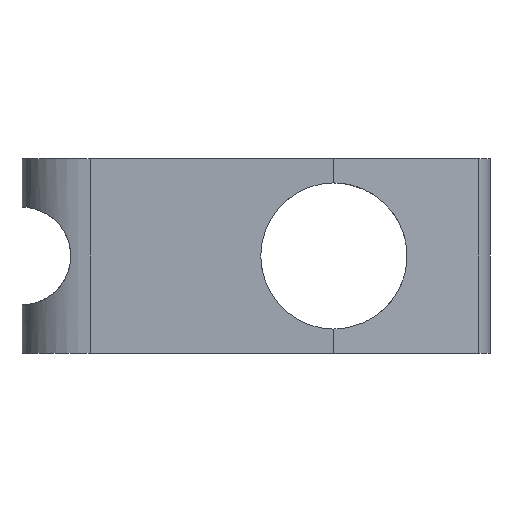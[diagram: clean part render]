
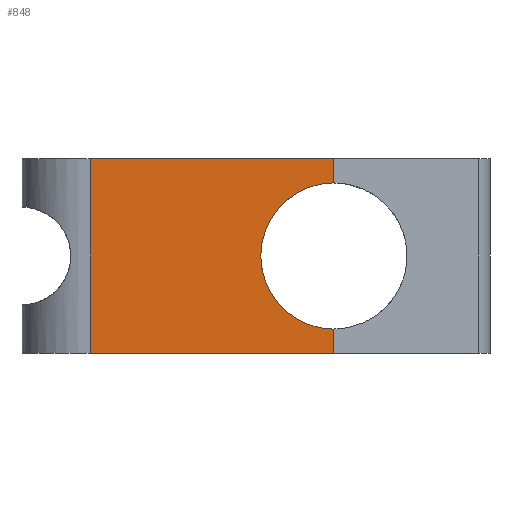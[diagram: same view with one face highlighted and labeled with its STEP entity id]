
A CAD part, front view. The second image highlights one B-rep face of the part: STEP entity #848.
In plain terms, the highlighted planar face has unit normal (0, -1, 0).
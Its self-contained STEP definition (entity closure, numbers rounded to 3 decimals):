
#21 = PLANE ( 'NONE',  #212 ) ;
#50 = VECTOR ( 'NONE', #304, 1000. ) ;
#100 = CARTESIAN_POINT ( 'NONE',  ( 0., -34., -40. ) ) ;
#101 = EDGE_LOOP ( 'NONE', ( #962, #146, #662, #402, #879, #753 ) ) ;
#111 = VERTEX_POINT ( 'NONE', #358 ) ;
#146 = ORIENTED_EDGE ( 'NONE', *, *, #291, .T. ) ;
#147 = DIRECTION ( 'NONE',  ( 1., 0., 0. ) ) ;
#161 = DIRECTION ( 'NONE',  ( 1., 0., 0. ) ) ;
#162 = LINE ( 'NONE', #554, #357 ) ;
#166 = DIRECTION ( 'NONE',  ( 0., -1., 0. ) ) ;
#172 = FACE_OUTER_BOUND ( 'NONE', #101, .T. ) ;
#179 = CARTESIAN_POINT ( 'NONE',  ( 50., -34., -40. ) ) ;
#212 = AXIS2_PLACEMENT_3D ( 'NONE', #619, #166, #932 ) ;
#220 = AXIS2_PLACEMENT_3D ( 'NONE', #310, #614, #385 ) ;
#255 = EDGE_CURVE ( 'NONE', #298, #837, #162, .T. ) ;
#284 = EDGE_CURVE ( 'NONE', #570, #339, #536, .T. ) ;
#291 = EDGE_CURVE ( 'NONE', #570, #580, #627, .T. ) ;
#298 = VERTEX_POINT ( 'NONE', #605 ) ;
#304 = DIRECTION ( 'NONE',  ( 0., 0., 1. ) ) ;
#310 = CARTESIAN_POINT ( 'NONE',  ( 50., -34., -20. ) ) ;
#339 = VERTEX_POINT ( 'NONE', #458 ) ;
#357 = VECTOR ( 'NONE', #147, 1000. ) ;
#358 = CARTESIAN_POINT ( 'NONE',  ( 0., -34., 0. ) ) ;
#385 = DIRECTION ( 'NONE',  ( 0., 0., -1. ) ) ;
#389 = CARTESIAN_POINT ( 'NONE',  ( 0., -34., 0. ) ) ;
#402 = ORIENTED_EDGE ( 'NONE', *, *, #450, .F. ) ;
#450 = EDGE_CURVE ( 'NONE', #298, #111, #643, .T. ) ;
#458 = CARTESIAN_POINT ( 'NONE',  ( 50., -34., -35. ) ) ;
#531 = CARTESIAN_POINT ( 'NONE',  ( 50., -34., -5. ) ) ;
#536 = CIRCLE ( 'NONE', #220, 15. ) ;
#554 = CARTESIAN_POINT ( 'NONE',  ( 0., -34., -40. ) ) ;
#565 = DIRECTION ( 'NONE',  ( 0., 0., 1. ) ) ;
#570 = VERTEX_POINT ( 'NONE', #531 ) ;
#580 = VERTEX_POINT ( 'NONE', #925 ) ;
#605 = CARTESIAN_POINT ( 'NONE',  ( 0., -34., -40. ) ) ;
#609 = CARTESIAN_POINT ( 'NONE',  ( 50., -34., -40. ) ) ;
#614 = DIRECTION ( 'NONE',  ( 0., -1., 0. ) ) ;
#619 = CARTESIAN_POINT ( 'NONE',  ( 0., -34., -40. ) ) ;
#627 = LINE ( 'NONE', #609, #50 ) ;
#632 = LINE ( 'NONE', #389, #663 ) ;
#643 = LINE ( 'NONE', #100, #678 ) ;
#662 = ORIENTED_EDGE ( 'NONE', *, *, #823, .F. ) ;
#663 = VECTOR ( 'NONE', #161, 1000. ) ;
#678 = VECTOR ( 'NONE', #565, 1000. ) ;
#682 = EDGE_CURVE ( 'NONE', #837, #339, #878, .T. ) ;
#684 = VECTOR ( 'NONE', #794, 1000. ) ;
#753 = ORIENTED_EDGE ( 'NONE', *, *, #682, .T. ) ;
#794 = DIRECTION ( 'NONE',  ( 0., 0., 1. ) ) ;
#823 = EDGE_CURVE ( 'NONE', #111, #580, #632, .T. ) ;
#837 = VERTEX_POINT ( 'NONE', #868 ) ;
#848 = ADVANCED_FACE ( 'NONE', ( #172 ), #21, .T. ) ;
#868 = CARTESIAN_POINT ( 'NONE',  ( 50., -34., -40. ) ) ;
#878 = LINE ( 'NONE', #179, #684 ) ;
#879 = ORIENTED_EDGE ( 'NONE', *, *, #255, .T. ) ;
#925 = CARTESIAN_POINT ( 'NONE',  ( 50., -34., 0. ) ) ;
#932 = DIRECTION ( 'NONE',  ( 0., 0., -1. ) ) ;
#962 = ORIENTED_EDGE ( 'NONE', *, *, #284, .F. ) ;
